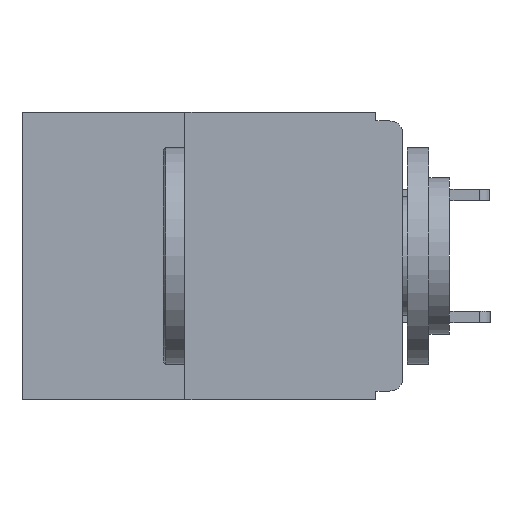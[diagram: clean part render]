
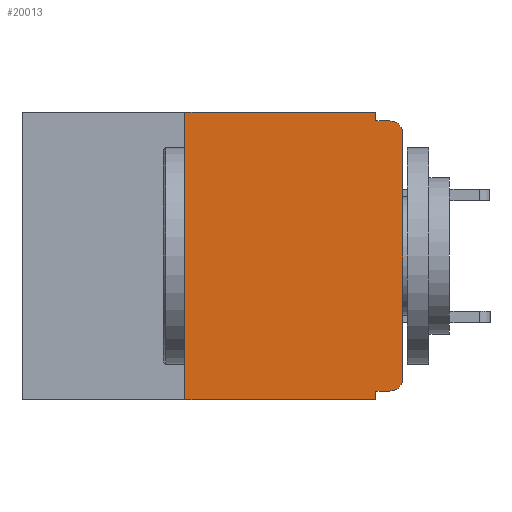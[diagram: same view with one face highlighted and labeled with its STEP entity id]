
A CAD part, left-side view. The second image highlights one B-rep face of the part: STEP entity #20013.
In plain terms, the highlighted planar face has unit normal (-1, 0, 0).
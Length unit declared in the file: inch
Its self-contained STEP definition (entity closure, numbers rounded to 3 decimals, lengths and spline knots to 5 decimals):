
#113 = DIRECTION ( 'NONE',  ( -1., 0., 0. ) ) ;
#713 = AXIS2_PLACEMENT_3D ( 'NONE', #12334, #113, #14366 ) ;
#941 = VERTEX_POINT ( 'NONE', #23562 ) ;
#1090 = CARTESIAN_POINT ( 'NONE',  ( 0., 0.437, 0. ) ) ;
#1335 = LINE ( 'NONE', #13958, #16914 ) ;
#2271 = ORIENTED_EDGE ( 'NONE', *, *, #23524, .F. ) ;
#2521 = DIRECTION ( 'NONE',  ( 0., 0., -1. ) ) ;
#3145 = DIRECTION ( 'NONE',  ( 0., -1., 0. ) ) ;
#3347 = CARTESIAN_POINT ( 'NONE',  ( 0., 0.031, 0. ) ) ;
#3815 = DIRECTION ( 'NONE',  ( 0., 1., 0. ) ) ;
#3880 = VERTEX_POINT ( 'NONE', #18682 ) ;
#3928 = CARTESIAN_POINT ( 'NONE',  ( 0., 0.25, -0.33 ) ) ;
#4169 = CIRCLE ( 'NONE', #713, 0.015 ) ;
#4489 = LINE ( 'NONE', #7175, #20006 ) ;
#5048 = VERTEX_POINT ( 'NONE', #19110 ) ;
#6050 = CARTESIAN_POINT ( 'NONE',  ( 0., 0.031, -0.32 ) ) ;
#6123 = ORIENTED_EDGE ( 'NONE', *, *, #17983, .F. ) ;
#6335 = CARTESIAN_POINT ( 'NONE',  ( 0., 0.015, -0.32 ) ) ;
#6663 = CARTESIAN_POINT ( 'NONE',  ( 0., 0.031, -0.33 ) ) ;
#7020 = VECTOR ( 'NONE', #21547, 39.37008 ) ;
#7175 = CARTESIAN_POINT ( 'NONE',  ( 0., 0., 0. ) ) ;
#7307 = LINE ( 'NONE', #22220, #23360 ) ;
#7442 = CARTESIAN_POINT ( 'NONE',  ( 0., 0.437, 0. ) ) ;
#8131 = VECTOR ( 'NONE', #3145, 39.37008 ) ;
#8171 = LINE ( 'NONE', #12689, #12923 ) ;
#8176 = DIRECTION ( 'NONE',  ( -1., 0., 0. ) ) ;
#8303 = ORIENTED_EDGE ( 'NONE', *, *, #21434, .F. ) ;
#9185 = DIRECTION ( 'NONE',  ( 0., -1., 0. ) ) ;
#9524 = DIRECTION ( 'NONE',  ( 1., 0., 0. ) ) ;
#9557 = CARTESIAN_POINT ( 'NONE',  ( 0., 0.031, -0.01 ) ) ;
#9650 = ORIENTED_EDGE ( 'NONE', *, *, #16588, .F. ) ;
#9823 = VERTEX_POINT ( 'NONE', #6335 ) ;
#10009 = AXIS2_PLACEMENT_3D ( 'NONE', #20257, #8176, #22245 ) ;
#10473 = EDGE_LOOP ( 'NONE', ( #16969, #22634, #21308, #2271, #9650, #8303, #13696, #23740, #6123, #15367 ) ) ;
#10609 = VERTEX_POINT ( 'NONE', #21001 ) ;
#10927 = VECTOR ( 'NONE', #9185, 39.37008 ) ;
#12114 = CARTESIAN_POINT ( 'NONE',  ( 0., 0.25, 0. ) ) ;
#12260 = EDGE_CURVE ( 'NONE', #9823, #3880, #4169, .T. ) ;
#12334 = CARTESIAN_POINT ( 'NONE',  ( 0., 0.015, -0.305 ) ) ;
#12455 = LINE ( 'NONE', #3347, #7020 ) ;
#12540 = VERTEX_POINT ( 'NONE', #23150 ) ;
#12656 = VERTEX_POINT ( 'NONE', #9557 ) ;
#12689 = CARTESIAN_POINT ( 'NONE',  ( 0., 0.031, -0.33 ) ) ;
#12746 = FACE_OUTER_BOUND ( 'NONE', #10473, .T. ) ;
#12923 = VECTOR ( 'NONE', #2521, 39.37008 ) ;
#13184 = EDGE_CURVE ( 'NONE', #12656, #5048, #7307, .T. ) ;
#13696 = ORIENTED_EDGE ( 'NONE', *, *, #23419, .T. ) ;
#13958 = CARTESIAN_POINT ( 'NONE',  ( 0., 0., -0.32 ) ) ;
#14183 = DIRECTION ( 'NONE',  ( 0., -1., 0. ) ) ;
#14243 = VECTOR ( 'NONE', #16077, 39.37008 ) ;
#14366 = DIRECTION ( 'NONE',  ( 0., 0., -1. ) ) ;
#14903 = LINE ( 'NONE', #3928, #14243 ) ;
#15367 = ORIENTED_EDGE ( 'NONE', *, *, #12260, .T. ) ;
#16077 = DIRECTION ( 'NONE',  ( 0., 0., 1. ) ) ;
#16588 = EDGE_CURVE ( 'NONE', #19665, #10609, #18878, .T. ) ;
#16914 = VECTOR ( 'NONE', #3815, 39.37008 ) ;
#16969 = ORIENTED_EDGE ( 'NONE', *, *, #19924, .T. ) ;
#17399 = VERTEX_POINT ( 'NONE', #6050 ) ;
#17983 = EDGE_CURVE ( 'NONE', #9823, #17399, #1335, .T. ) ;
#18591 = AXIS2_PLACEMENT_3D ( 'NONE', #7442, #9524, #23514 ) ;
#18682 = CARTESIAN_POINT ( 'NONE',  ( 0., 0., -0.305 ) ) ;
#18878 = LINE ( 'NONE', #1090, #8131 ) ;
#19039 = CIRCLE ( 'NONE', #10009, 0.015 ) ;
#19110 = CARTESIAN_POINT ( 'NONE',  ( 0., 0.015, -0.01 ) ) ;
#19315 = DIRECTION ( 'NONE',  ( 0., 0., 1. ) ) ;
#19575 = PLANE ( 'NONE',  #18591 ) ;
#19665 = VERTEX_POINT ( 'NONE', #12114 ) ;
#19924 = EDGE_CURVE ( 'NONE', #3880, #12540, #4489, .T. ) ;
#20006 = VECTOR ( 'NONE', #19315, 39.37008 ) ;
#20013 = ADVANCED_FACE ( 'NONE', ( #12746 ), #19575, .F. ) ;
#20199 = EDGE_CURVE ( 'NONE', #12540, #5048, #19039, .T. ) ;
#20257 = CARTESIAN_POINT ( 'NONE',  ( 0., 0.015, -0.025 ) ) ;
#20944 = LINE ( 'NONE', #21200, #10927 ) ;
#21001 = CARTESIAN_POINT ( 'NONE',  ( 0., 0.031, 0. ) ) ;
#21200 = CARTESIAN_POINT ( 'NONE',  ( 0., 0.437, -0.33 ) ) ;
#21308 = ORIENTED_EDGE ( 'NONE', *, *, #13184, .F. ) ;
#21434 = EDGE_CURVE ( 'NONE', #941, #19665, #14903, .T. ) ;
#21547 = DIRECTION ( 'NONE',  ( 0., 0., -1. ) ) ;
#22082 = EDGE_CURVE ( 'NONE', #17399, #23281, #8171, .T. ) ;
#22220 = CARTESIAN_POINT ( 'NONE',  ( 0., 0., -0.01 ) ) ;
#22245 = DIRECTION ( 'NONE',  ( 0., 0., -1. ) ) ;
#22634 = ORIENTED_EDGE ( 'NONE', *, *, #20199, .T. ) ;
#23150 = CARTESIAN_POINT ( 'NONE',  ( 0., 0., -0.025 ) ) ;
#23281 = VERTEX_POINT ( 'NONE', #6663 ) ;
#23360 = VECTOR ( 'NONE', #14183, 39.37008 ) ;
#23419 = EDGE_CURVE ( 'NONE', #941, #23281, #20944, .T. ) ;
#23514 = DIRECTION ( 'NONE',  ( 0., 0., -1. ) ) ;
#23524 = EDGE_CURVE ( 'NONE', #10609, #12656, #12455, .T. ) ;
#23562 = CARTESIAN_POINT ( 'NONE',  ( 0., 0.25, -0.33 ) ) ;
#23740 = ORIENTED_EDGE ( 'NONE', *, *, #22082, .F. ) ;
